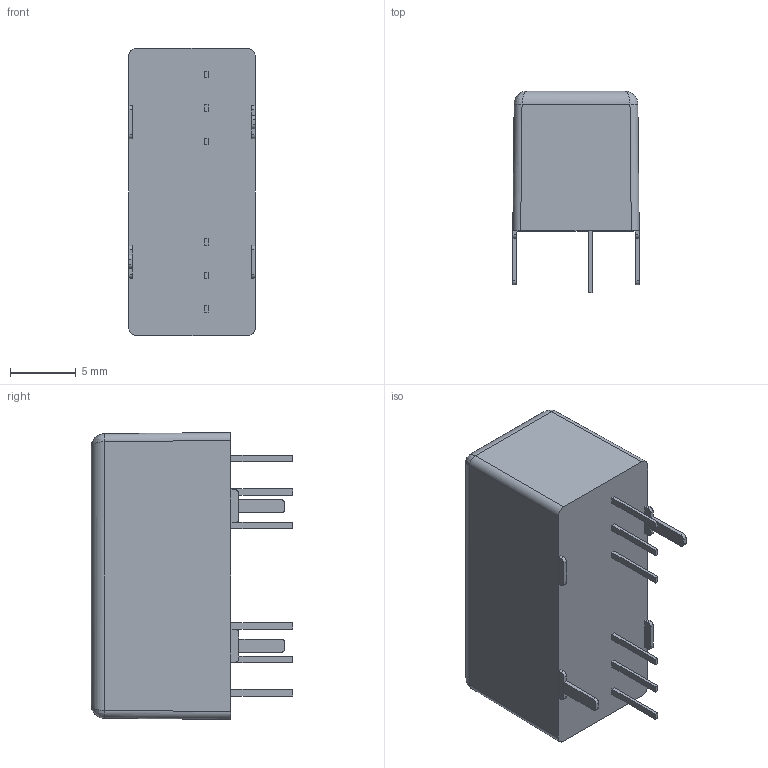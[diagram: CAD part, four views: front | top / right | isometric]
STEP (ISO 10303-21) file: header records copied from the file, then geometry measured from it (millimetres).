
FILE_DESCRIPTION (( 'STEP AP214' ), '1' );
FILE_NAME ('tmr9_3d-drawing.STEP', '2023-11-20T09:58:21', ( '' ), ( '' ), 'SwSTEP 2.0', 'SolidWorks 2021', '' );
FILE_SCHEMA (( 'AUTOMOTIVE_DESIGN' ));
Length unit declared in the file: millimetre
Products named in the file (1): tmr9_3d-drawing
Bounding box: 9.69 x 15.3 x 21.8 mm (x, y, z)
Volume: 2173.2 mm3; surface area: 1108.1 mm2
Topology: 1 solids, 1 shells, 100 faces, 256 edges, 160 vertices
Faces by surface type: plane 76, cylinder 20, bspline 4
Entity records: 3850 total; most frequent: CARTESIAN_POINT 921, ORIENTED_EDGE 504, DIRECTION 414, EDGE_CURVE 252, LINE 212, VECTOR 212, VERTEX_POINT 160, EDGE_LOOP 106
